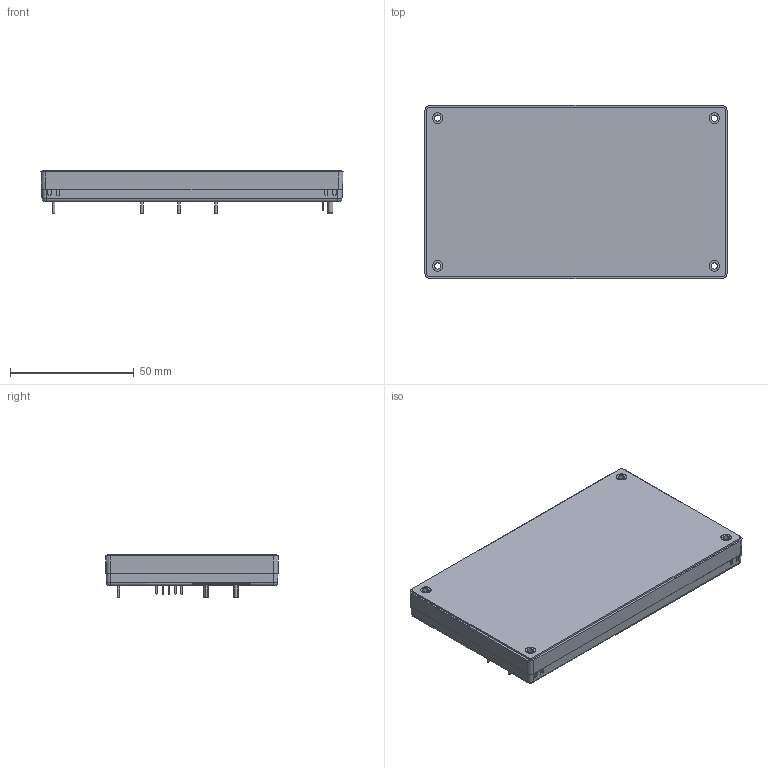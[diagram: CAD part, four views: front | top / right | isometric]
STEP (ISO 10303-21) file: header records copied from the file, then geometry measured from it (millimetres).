
FILE_DESCRIPTION(/* description */ (''),/* implementation_level */ '2;1');
FILE_NAME(/* name */ 'PWS_TDK-LAMBDA_PFE500F.stp',/* time_stamp */ '2017-03-02T11:30:16+01:00',/* author */ ('bcivel'),/* organization */ (' '),/* preprocessor_version */ 'ST-DEVELOPER v16.1',/* originating_system */ 'AutoCAD Mechanical',/* authorisation */ '');
FILE_SCHEMA (('AUTOMOTIVE_DESIGN { 1 0 10303 214 3 1 1 }'));
Length unit declared in the file: millimetre
Products named in the file (1): Product
Bounding box: 122 x 70 x 17.7 mm (x, y, z)
Volume: 105823 mm3; surface area: 23961.5 mm2
Topology: 1 solids, 5 shells, 504 faces, 1330 edges, 852 vertices
Faces by surface type: plane 318, cylinder 137, torus 23, cone 18, sphere 4, bspline 4
Full cylindrical faces by diameter (mm): 1 x5, 2 x7, 2.53 x4, 3 x2, 4.25 x8, 6 x4
Entity records: 15343 total; most frequent: CARTESIAN_POINT 2770, DIRECTION 2637, ORIENTED_EDGE 2528, EDGE_CURVE 1264, AXIS2_PLACEMENT_3D 880, LINE 877, VECTOR 877, VERTEX_POINT 837
